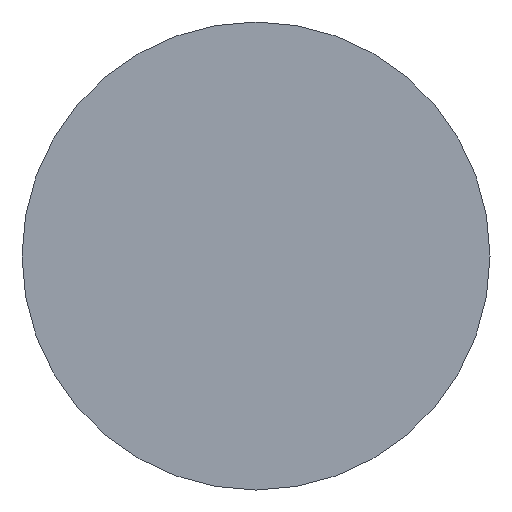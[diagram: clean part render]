
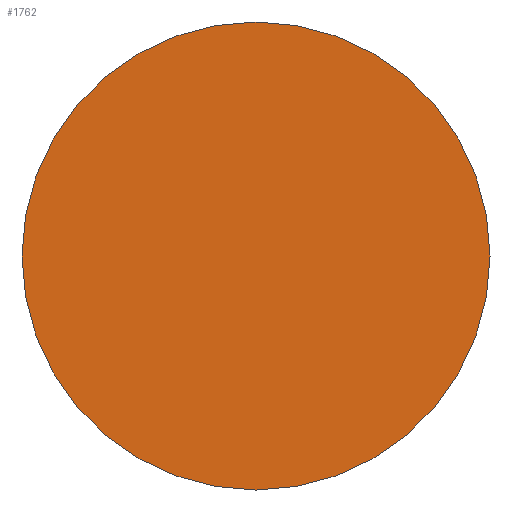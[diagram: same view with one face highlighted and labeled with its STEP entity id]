
A CAD part, left-side view. The second image highlights one B-rep face of the part: STEP entity #1762.
In plain terms, the highlighted planar face has unit normal (-1, 0, 0).
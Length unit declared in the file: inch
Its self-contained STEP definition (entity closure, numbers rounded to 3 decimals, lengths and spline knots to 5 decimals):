
#21 = AXIS2_PLACEMENT_3D ( 'NONE', #370, #653, #939 ) ;
#53 = CIRCLE ( 'NONE', #2053, 1.125 ) ;
#274 = ORIENTED_EDGE ( 'NONE', *, *, #439, .T. ) ;
#370 = CARTESIAN_POINT ( 'NONE',  ( 0., 1.125, 0. ) ) ;
#374 = DIRECTION ( 'NONE',  ( -1., 0., 0. ) ) ;
#439 = EDGE_CURVE ( 'NONE', #794, #2562, #53, .T. ) ;
#653 = DIRECTION ( 'NONE',  ( 1., 0., 0. ) ) ;
#794 = VERTEX_POINT ( 'NONE', #1533 ) ;
#910 = EDGE_LOOP ( 'NONE', ( #274, #1363 ) ) ;
#939 = DIRECTION ( 'NONE',  ( 0., 0., -1. ) ) ;
#1363 = ORIENTED_EDGE ( 'NONE', *, *, #1997, .T. ) ;
#1414 = DIRECTION ( 'NONE',  ( -1., 0., 0. ) ) ;
#1459 = DIRECTION ( 'NONE',  ( 0., 0., 1. ) ) ;
#1533 = CARTESIAN_POINT ( 'NONE',  ( 0., 0., 1.125 ) ) ;
#1677 = CARTESIAN_POINT ( 'NONE',  ( 0., 0., -1.125 ) ) ;
#1762 = ADVANCED_FACE ( 'NONE', ( #3133 ), #2621, .F. ) ;
#1953 = CARTESIAN_POINT ( 'NONE',  ( 0., 0., 0. ) ) ;
#1965 = AXIS2_PLACEMENT_3D ( 'NONE', #1953, #1414, #3365 ) ;
#1997 = EDGE_CURVE ( 'NONE', #2562, #794, #3049, .T. ) ;
#2053 = AXIS2_PLACEMENT_3D ( 'NONE', #2825, #374, #1459 ) ;
#2562 = VERTEX_POINT ( 'NONE', #1677 ) ;
#2621 = PLANE ( 'NONE',  #21 ) ;
#2825 = CARTESIAN_POINT ( 'NONE',  ( 0., 0., 0. ) ) ;
#3049 = CIRCLE ( 'NONE', #1965, 1.125 ) ;
#3133 = FACE_OUTER_BOUND ( 'NONE', #910, .T. ) ;
#3365 = DIRECTION ( 'NONE',  ( 0., 0., 1. ) ) ;
